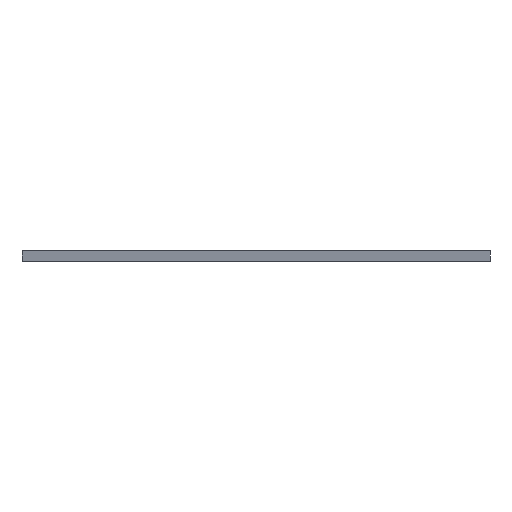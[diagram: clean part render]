
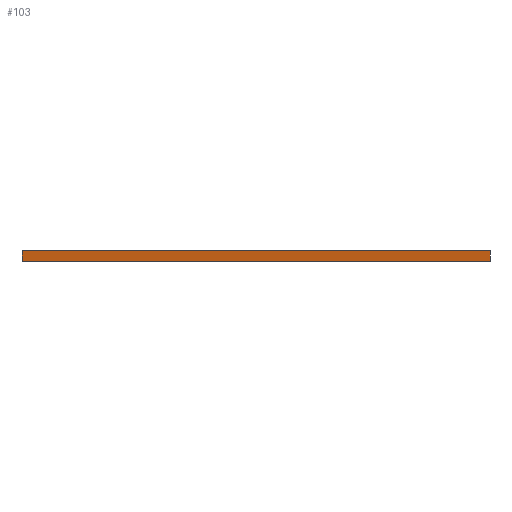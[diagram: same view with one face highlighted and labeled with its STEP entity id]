
A CAD part, left-side view. The second image highlights one B-rep face of the part: STEP entity #103.
In plain terms, the highlighted planar face has unit normal (-0.966, 0.259, 0).
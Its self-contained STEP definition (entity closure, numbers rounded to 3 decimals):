
#5 = CARTESIAN_POINT ( 'NONE',  ( -230.167, 130., -1.5 ) ) ;
#18 = CARTESIAN_POINT ( 'NONE',  ( -265., 0., 1.5 ) ) ;
#94 = VECTOR ( 'NONE', #1995, 1000. ) ;
#103 = ADVANCED_FACE ( 'NONE', ( #1467 ), #800, .F. ) ;
#166 = VERTEX_POINT ( 'NONE', #2092 ) ;
#204 = EDGE_CURVE ( 'NONE', #2344, #166, #1791, .T. ) ;
#214 = CARTESIAN_POINT ( 'NONE',  ( -230.167, 130., 1.5 ) ) ;
#416 = DIRECTION ( 'NONE',  ( 0.966, -0.259, 0. ) ) ;
#423 = DIRECTION ( 'NONE',  ( -0.259, -0.966, 0. ) ) ;
#428 = CARTESIAN_POINT ( 'NONE',  ( -265., 0., 1.5 ) ) ;
#435 = CARTESIAN_POINT ( 'NONE',  ( -265., 0., 1.5 ) ) ;
#511 = CARTESIAN_POINT ( 'NONE',  ( -265., 0., 1.5 ) ) ;
#525 = EDGE_LOOP ( 'NONE', ( #724, #844, #719, #1131 ) ) ;
#584 = DIRECTION ( 'NONE',  ( 0.259, 0.966, 0. ) ) ;
#593 = LINE ( 'NONE', #1531, #2188 ) ;
#616 = LINE ( 'NONE', #511, #94 ) ;
#637 = DIRECTION ( 'NONE',  ( 0., 0., -1. ) ) ;
#638 = EDGE_CURVE ( 'NONE', #2056, #166, #593, .T. ) ;
#719 = ORIENTED_EDGE ( 'NONE', *, *, #1311, .F. ) ;
#724 = ORIENTED_EDGE ( 'NONE', *, *, #638, .T. ) ;
#800 = PLANE ( 'NONE',  #883 ) ;
#844 = ORIENTED_EDGE ( 'NONE', *, *, #204, .F. ) ;
#883 = AXIS2_PLACEMENT_3D ( 'NONE', #18, #416, #584 ) ;
#1131 = ORIENTED_EDGE ( 'NONE', *, *, #1719, .T. ) ;
#1311 = EDGE_CURVE ( 'NONE', #2206, #2344, #616, .T. ) ;
#1398 = CARTESIAN_POINT ( 'NONE',  ( -230.167, 130., 1.5 ) ) ;
#1467 = FACE_OUTER_BOUND ( 'NONE', #525, .T. ) ;
#1531 = CARTESIAN_POINT ( 'NONE',  ( -265., 0., -1.5 ) ) ;
#1581 = DIRECTION ( 'NONE',  ( 0., 0., -1. ) ) ;
#1719 = EDGE_CURVE ( 'NONE', #2206, #2056, #2303, .T. ) ;
#1791 = LINE ( 'NONE', #435, #2313 ) ;
#1811 = VECTOR ( 'NONE', #637, 1000. ) ;
#1995 = DIRECTION ( 'NONE',  ( -0.259, -0.966, 0. ) ) ;
#2056 = VERTEX_POINT ( 'NONE', #5 ) ;
#2092 = CARTESIAN_POINT ( 'NONE',  ( -265., 0., -1.5 ) ) ;
#2188 = VECTOR ( 'NONE', #423, 1000. ) ;
#2206 = VERTEX_POINT ( 'NONE', #214 ) ;
#2303 = LINE ( 'NONE', #1398, #1811 ) ;
#2313 = VECTOR ( 'NONE', #1581, 1000. ) ;
#2344 = VERTEX_POINT ( 'NONE', #428 ) ;
